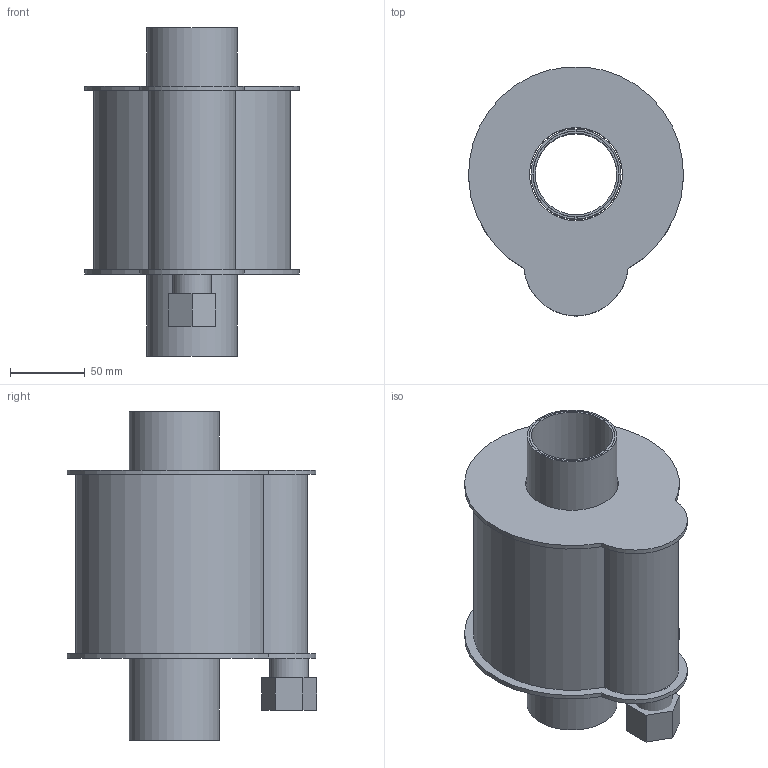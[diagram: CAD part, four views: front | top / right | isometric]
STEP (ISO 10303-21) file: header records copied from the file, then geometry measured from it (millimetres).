
FILE_DESCRIPTION(/* description */ (''),/* implementation_level */ '2;1');
FILE_NAME(/* name */ 'VKV 2 G.stp',/* time_stamp */ '2015-01-22T13:22:49+01:00',/* author */ ('Tekenkamer'),/* organization */ (''),/* preprocessor_version */ 'ST-DEVELOPER v15.6',/* originating_system */ 'Autodesk Inventor 2015',/* authorisation */ '');
FILE_SCHEMA (('AUTOMOTIVE_DESIGN { 1 0 10303 214 3 1 1 }'));
Length unit declared in the file: millimetre
Products named in the file (1): MAAT3D
Bounding box: 143.85 x 167.14 x 220 mm (x, y, z)
Volume: 268270.7 mm3; surface area: 257944.2 mm2
Topology: 8 solids, 8 shells, 49 faces, 91 edges, 62 vertices
Faces by surface type: plane 28, cylinder 21
Full cylindrical faces by diameter (mm): 21 x2, 26 x1, 54.5 x2, 57.3 x2, 57.7 x2, 60.3 x2, 62.3 x2, 129 x1, 132 x1
Entity records: 1180 total; most frequent: DIRECTION 214, CARTESIAN_POINT 180, ORIENTED_EDGE 144, AXIS2_PLACEMENT_3D 92, EDGE_LOOP 82, EDGE_CURVE 72, VERTEX_POINT 58, FACE_OUTER_BOUND 49
